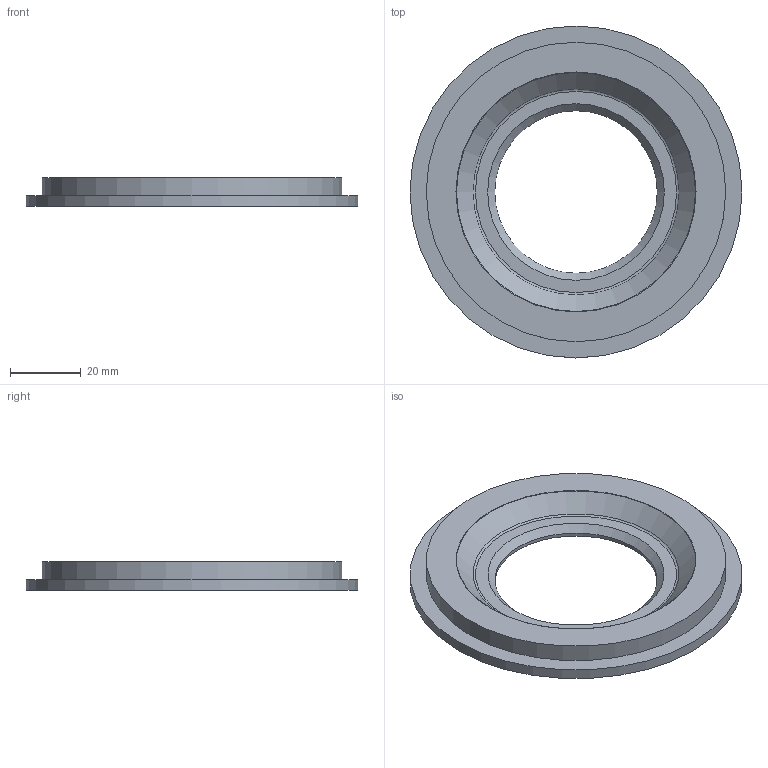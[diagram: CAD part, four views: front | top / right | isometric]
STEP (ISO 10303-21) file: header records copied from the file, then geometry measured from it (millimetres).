
FILE_DESCRIPTION(/* description */ (''),/* implementation_level */ '2;1');
FILE_NAME(/* name */ 'MOLD 1.step',/* time_stamp */ '2024-06-30T17:46:21+02:00',/* author */ (''),/* organization */ (''),/* preprocessor_version */ 'ST-DEVELOPER v20',/* originating_system */ 'Autodesk Translation Framework v13.14.0.145',/* authorisation */ '');
FILE_SCHEMA (('AUTOMOTIVE_DESIGN { 1 0 10303 214 3 1 1 }'));
Length unit declared in the file: millimetre
Products named in the file (1): stampo DEF.  BASSI
Bounding box: 94 x 94 x 8 mm (x, y, z)
Volume: 21455.9 mm3; surface area: 15475.9 mm2
Topology: 1 solids, 1 shells, 51 faces, 114 edges, 75 vertices
Faces by surface type: plane 28, cylinder 11, cone 10, torus 2
Full cylindrical faces by diameter (mm): 46 x1, 84.8 x1, 94 x1
Entity records: 1457 total; most frequent: CARTESIAN_POINT 273, DIRECTION 247, ORIENTED_EDGE 228, EDGE_CURVE 114, AXIS2_PLACEMENT_3D 97, VERTEX_POINT 75, EDGE_LOOP 63, LINE 53
